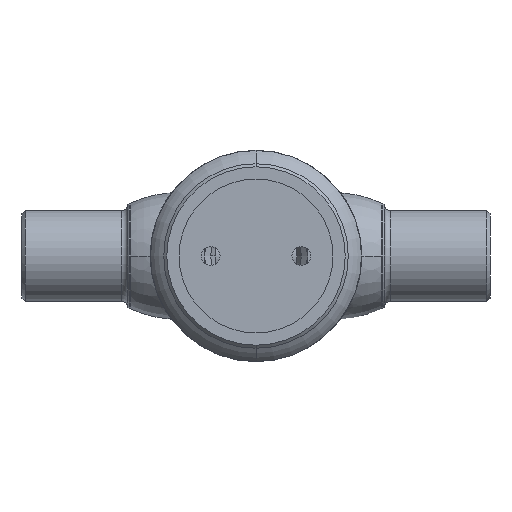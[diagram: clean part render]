
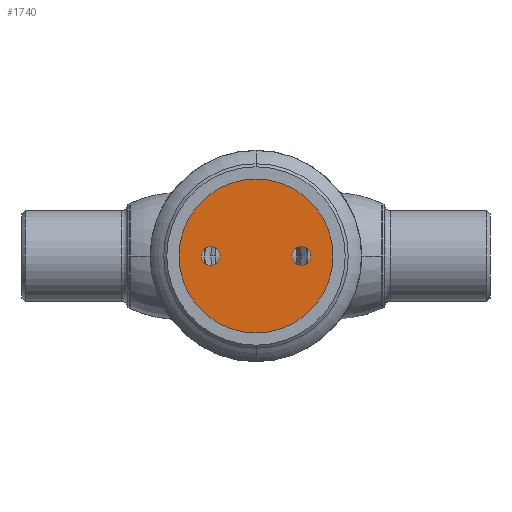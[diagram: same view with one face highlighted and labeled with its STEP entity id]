
A CAD part, front view. The second image highlights one B-rep face of the part: STEP entity #1740.
In plain terms, the highlighted planar face has unit normal (0, -1, 0).
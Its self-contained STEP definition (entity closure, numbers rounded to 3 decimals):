
#11 = EDGE_CURVE ( 'NONE', #1759, #2736, #103, .T. ) ;
#24 = VERTEX_POINT ( 'NONE', #2462 ) ;
#40 = CIRCLE ( 'NONE', #893, 3.1 ) ;
#48 = FACE_BOUND ( 'NONE', #1481, .T. ) ;
#68 = EDGE_CURVE ( 'NONE', #2283, #628, #40, .T. ) ;
#103 = CIRCLE ( 'NONE', #749, 3.1 ) ;
#226 = DIRECTION ( 'NONE',  ( 0., 1., 0. ) ) ;
#239 = EDGE_CURVE ( 'NONE', #2736, #1759, #418, .T. ) ;
#264 = DIRECTION ( 'NONE',  ( 0., 0., -1. ) ) ;
#274 = CARTESIAN_POINT ( 'NONE',  ( 15., 0., 0. ) ) ;
#391 = DIRECTION ( 'NONE',  ( 0., 0., 1. ) ) ;
#392 = EDGE_CURVE ( 'NONE', #1531, #24, #1129, .T. ) ;
#418 = CIRCLE ( 'NONE', #1343, 3.1 ) ;
#466 = CARTESIAN_POINT ( 'NONE',  ( 15., 0., 3.1 ) ) ;
#469 = CARTESIAN_POINT ( 'NONE',  ( 0., 0., 0. ) ) ;
#480 = AXIS2_PLACEMENT_3D ( 'NONE', #722, #1185, #732 ) ;
#503 = EDGE_CURVE ( 'NONE', #628, #2283, #2041, .T. ) ;
#569 = CARTESIAN_POINT ( 'NONE',  ( 0., 0., -25.5 ) ) ;
#628 = VERTEX_POINT ( 'NONE', #2371 ) ;
#700 = DIRECTION ( 'NONE',  ( 0., 0., 1. ) ) ;
#722 = CARTESIAN_POINT ( 'NONE',  ( 0., 0., 0. ) ) ;
#732 = DIRECTION ( 'NONE',  ( 0., 0., -1. ) ) ;
#749 = AXIS2_PLACEMENT_3D ( 'NONE', #1826, #2753, #2055 ) ;
#791 = AXIS2_PLACEMENT_3D ( 'NONE', #2311, #2385, #2072 ) ;
#893 = AXIS2_PLACEMENT_3D ( 'NONE', #1158, #226, #1840 ) ;
#1118 = CARTESIAN_POINT ( 'NONE',  ( 0., 0., 0. ) ) ;
#1129 = CIRCLE ( 'NONE', #1920, 25.5 ) ;
#1158 = CARTESIAN_POINT ( 'NONE',  ( -15., 0., 0. ) ) ;
#1185 = DIRECTION ( 'NONE',  ( 0., -1., 0. ) ) ;
#1209 = CARTESIAN_POINT ( 'NONE',  ( -15., 0., 3.1 ) ) ;
#1313 = ORIENTED_EDGE ( 'NONE', *, *, #239, .F. ) ;
#1343 = AXIS2_PLACEMENT_3D ( 'NONE', #274, #2795, #264 ) ;
#1431 = ORIENTED_EDGE ( 'NONE', *, *, #1677, .F. ) ;
#1481 = EDGE_LOOP ( 'NONE', ( #2091, #1313 ) ) ;
#1510 = ORIENTED_EDGE ( 'NONE', *, *, #392, .F. ) ;
#1531 = VERTEX_POINT ( 'NONE', #569 ) ;
#1677 = EDGE_CURVE ( 'NONE', #24, #1531, #2000, .T. ) ;
#1715 = FACE_OUTER_BOUND ( 'NONE', #1923, .T. ) ;
#1728 = EDGE_LOOP ( 'NONE', ( #2076, #2627 ) ) ;
#1740 = ADVANCED_FACE ( 'NONE', ( #48, #1715, #2337 ), #2095, .T. ) ;
#1759 = VERTEX_POINT ( 'NONE', #1877 ) ;
#1826 = CARTESIAN_POINT ( 'NONE',  ( 15., 0., 0. ) ) ;
#1840 = DIRECTION ( 'NONE',  ( 0., 0., -1. ) ) ;
#1877 = CARTESIAN_POINT ( 'NONE',  ( 15., 0., -3.1 ) ) ;
#1920 = AXIS2_PLACEMENT_3D ( 'NONE', #1118, #2697, #391 ) ;
#1923 = EDGE_LOOP ( 'NONE', ( #1431, #1510 ) ) ;
#2000 = CIRCLE ( 'NONE', #2058, 25.5 ) ;
#2041 = CIRCLE ( 'NONE', #791, 3.1 ) ;
#2055 = DIRECTION ( 'NONE',  ( 0., 0., -1. ) ) ;
#2058 = AXIS2_PLACEMENT_3D ( 'NONE', #469, #2060, #700 ) ;
#2060 = DIRECTION ( 'NONE',  ( 0., 1., 0. ) ) ;
#2072 = DIRECTION ( 'NONE',  ( 0., 0., -1. ) ) ;
#2076 = ORIENTED_EDGE ( 'NONE', *, *, #503, .T. ) ;
#2091 = ORIENTED_EDGE ( 'NONE', *, *, #11, .F. ) ;
#2095 = PLANE ( 'NONE',  #480 ) ;
#2283 = VERTEX_POINT ( 'NONE', #1209 ) ;
#2311 = CARTESIAN_POINT ( 'NONE',  ( -15., 0., 0. ) ) ;
#2337 = FACE_BOUND ( 'NONE', #1728, .T. ) ;
#2371 = CARTESIAN_POINT ( 'NONE',  ( -15., 0., -3.1 ) ) ;
#2385 = DIRECTION ( 'NONE',  ( 0., 1., 0. ) ) ;
#2462 = CARTESIAN_POINT ( 'NONE',  ( 0., 0., 25.5 ) ) ;
#2627 = ORIENTED_EDGE ( 'NONE', *, *, #68, .T. ) ;
#2697 = DIRECTION ( 'NONE',  ( 0., 1., 0. ) ) ;
#2736 = VERTEX_POINT ( 'NONE', #466 ) ;
#2753 = DIRECTION ( 'NONE',  ( 0., -1., 0. ) ) ;
#2795 = DIRECTION ( 'NONE',  ( 0., -1., 0. ) ) ;
